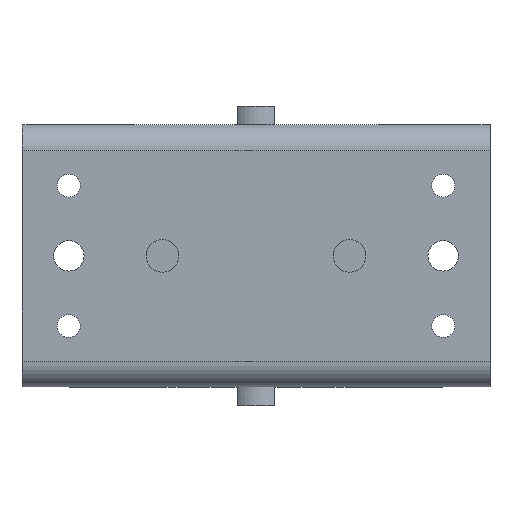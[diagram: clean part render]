
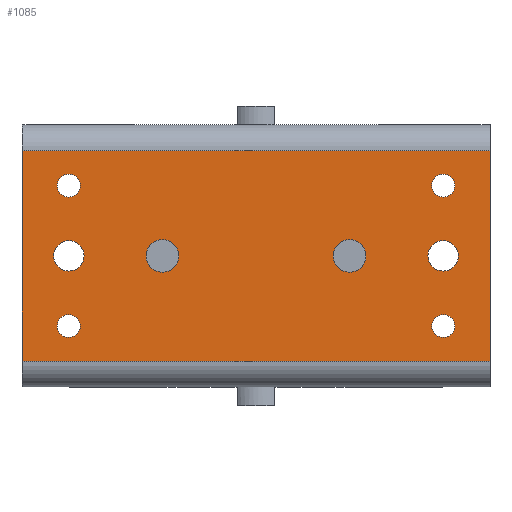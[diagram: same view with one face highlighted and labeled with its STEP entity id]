
A CAD part, top view. The second image highlights one B-rep face of the part: STEP entity #1085.
In plain terms, the highlighted planar face has unit normal (0, 0, 1).
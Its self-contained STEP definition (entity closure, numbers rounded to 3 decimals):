
#270=CARTESIAN_POINT('',(50.0,22.5,4.0));
#271=VERTEX_POINT('',#270);
#279=CARTESIAN_POINT('',(50.0,-22.5,4.0));
#280=VERTEX_POINT('',#279);
#281=CARTESIAN_POINT('',(50.0,22.5,4.0));
#282=DIRECTION('',(0.0,-1.0,0.0));
#283=VECTOR('',#282,45.);
#284=LINE('',#281,#283);
#285=EDGE_CURVE('',#271,#280,#284,.T.);
#585=CARTESIAN_POINT('',(-50.0,-22.5,4.0));
#586=VERTEX_POINT('',#585);
#594=CARTESIAN_POINT('',(-50.0,22.5,4.0));
#595=VERTEX_POINT('',#594);
#596=CARTESIAN_POINT('',(-50.0,-22.5,4.0));
#597=DIRECTION('',(0.0,1.0,0.0));
#598=VECTOR('',#597,45.0);
#599=LINE('',#596,#598);
#600=EDGE_CURVE('',#586,#595,#599,.T.);
#972=CARTESIAN_POINT('',(-50.0,22.5,4.0));
#973=DIRECTION('',(1.0,0.0,0.0));
#974=VECTOR('',#973,100.0);
#975=LINE('',#972,#974);
#976=EDGE_CURVE('',#595,#271,#975,.T.);
#981=CARTESIAN_POINT('',(0.,0.,4.0));
#982=DIRECTION('',(0.0,0.0,1.0));
#983=DIRECTION('',(1.0,0.0,0.0));
#984=AXIS2_PLACEMENT_3D('',#981,#982,#983);
#985=PLANE('',#984);
#986=ORIENTED_EDGE('',*,*,#976,.F.);
#987=ORIENTED_EDGE('',*,*,#600,.F.);
#988=CARTESIAN_POINT('',(50.0,-22.5,4.0));
#989=DIRECTION('',(-1.0,0.0,0.0));
#990=VECTOR('',#989,100.0);
#991=LINE('',#988,#990);
#992=EDGE_CURVE('',#280,#586,#991,.T.);
#993=ORIENTED_EDGE('',*,*,#992,.F.);
#994=ORIENTED_EDGE('',*,*,#285,.F.);
#995=EDGE_LOOP('',(#986,#987,#993,#994));
#996=FACE_OUTER_BOUND('',#995,.T.);
#997=CARTESIAN_POINT('',(-16.5,0.,4.));
#998=VERTEX_POINT('',#997);
#999=CARTESIAN_POINT('',(-20.0,0.0,4.));
#1000=DIRECTION('',(0.0,0.0,-1.0));
#1001=DIRECTION('',(-1.0,0.0,0.0));
#1002=AXIS2_PLACEMENT_3D('',#999,#1000,#1001);
#1003=CIRCLE('',#1002,3.5);
#1004=EDGE_CURVE('',#998,#998,#1003,.T.);
#1005=ORIENTED_EDGE('',*,*,#1004,.T.);
#1006=EDGE_LOOP('',(#1005));
#1007=FACE_BOUND('',#1006,.T.);
#1008=CARTESIAN_POINT('',(23.5,0.,4.));
#1009=VERTEX_POINT('',#1008);
#1010=CARTESIAN_POINT('',(20.0,0.0,4.));
#1011=DIRECTION('',(0.0,0.0,-1.0));
#1012=DIRECTION('',(-1.0,0.0,0.0));
#1013=AXIS2_PLACEMENT_3D('',#1010,#1011,#1012);
#1014=CIRCLE('',#1013,3.5);
#1015=EDGE_CURVE('',#1009,#1009,#1014,.T.);
#1016=ORIENTED_EDGE('',*,*,#1015,.T.);
#1017=EDGE_LOOP('',(#1016));
#1018=FACE_BOUND('',#1017,.T.);
#1019=CARTESIAN_POINT('',(43.25,0.0,4.0));
#1020=VERTEX_POINT('',#1019);
#1021=CARTESIAN_POINT('',(40.0,0.0,4.));
#1022=DIRECTION('',(0.0,0.0,-1.0));
#1023=DIRECTION('',(1.0,0.0,0.0));
#1024=AXIS2_PLACEMENT_3D('',#1021,#1022,#1023);
#1025=CIRCLE('',#1024,3.25);
#1026=EDGE_CURVE('',#1020,#1020,#1025,.T.);
#1027=ORIENTED_EDGE('',*,*,#1026,.T.);
#1028=EDGE_LOOP('',(#1027));
#1029=FACE_BOUND('',#1028,.T.);
#1030=CARTESIAN_POINT('',(-36.75,0.0,4.0));
#1031=VERTEX_POINT('',#1030);
#1032=CARTESIAN_POINT('',(-40.0,0.0,4.));
#1033=DIRECTION('',(0.0,0.0,-1.0));
#1034=DIRECTION('',(1.0,0.0,0.0));
#1035=AXIS2_PLACEMENT_3D('',#1032,#1033,#1034);
#1036=CIRCLE('',#1035,3.25);
#1037=EDGE_CURVE('',#1031,#1031,#1036,.T.);
#1038=ORIENTED_EDGE('',*,*,#1037,.T.);
#1039=EDGE_LOOP('',(#1038));
#1040=FACE_BOUND('',#1039,.T.);
#1041=CARTESIAN_POINT('',(-37.541,-15.0,4.0));
#1042=VERTEX_POINT('',#1041);
#1043=CARTESIAN_POINT('',(-40.0,-15.0,4.));
#1044=DIRECTION('',(0.0,0.0,-1.0));
#1045=DIRECTION('',(1.0,0.0,0.0));
#1046=AXIS2_PLACEMENT_3D('',#1043,#1044,#1045);
#1047=CIRCLE('',#1046,2.459);
#1048=EDGE_CURVE('',#1042,#1042,#1047,.T.);
#1049=ORIENTED_EDGE('',*,*,#1048,.T.);
#1050=EDGE_LOOP('',(#1049));
#1051=FACE_BOUND('',#1050,.T.);
#1052=CARTESIAN_POINT('',(42.459,-15.0,4.0));
#1053=VERTEX_POINT('',#1052);
#1054=CARTESIAN_POINT('',(40.0,-15.0,4.));
#1055=DIRECTION('',(0.0,0.0,-1.0));
#1056=DIRECTION('',(1.0,0.0,0.0));
#1057=AXIS2_PLACEMENT_3D('',#1054,#1055,#1056);
#1058=CIRCLE('',#1057,2.459);
#1059=EDGE_CURVE('',#1053,#1053,#1058,.T.);
#1060=ORIENTED_EDGE('',*,*,#1059,.T.);
#1061=EDGE_LOOP('',(#1060));
#1062=FACE_BOUND('',#1061,.T.);
#1063=CARTESIAN_POINT('',(42.459,15.0,4.0));
#1064=VERTEX_POINT('',#1063);
#1065=CARTESIAN_POINT('',(40.0,15.0,4.));
#1066=DIRECTION('',(0.0,0.0,-1.0));
#1067=DIRECTION('',(1.0,0.0,0.0));
#1068=AXIS2_PLACEMENT_3D('',#1065,#1066,#1067);
#1069=CIRCLE('',#1068,2.459);
#1070=EDGE_CURVE('',#1064,#1064,#1069,.T.);
#1071=ORIENTED_EDGE('',*,*,#1070,.T.);
#1072=EDGE_LOOP('',(#1071));
#1073=FACE_BOUND('',#1072,.T.);
#1074=CARTESIAN_POINT('',(-37.541,15.0,4.0));
#1075=VERTEX_POINT('',#1074);
#1076=CARTESIAN_POINT('',(-40.0,15.0,4.));
#1077=DIRECTION('',(0.0,0.0,-1.0));
#1078=DIRECTION('',(1.0,0.0,0.0));
#1079=AXIS2_PLACEMENT_3D('',#1076,#1077,#1078);
#1080=CIRCLE('',#1079,2.459);
#1081=EDGE_CURVE('',#1075,#1075,#1080,.T.);
#1082=ORIENTED_EDGE('',*,*,#1081,.T.);
#1083=EDGE_LOOP('',(#1082));
#1084=FACE_BOUND('',#1083,.T.);
#1085=ADVANCED_FACE('',(#996,#1007,#1018,#1029,#1040,#1051,#1062,#1073,#1084),#985,.T.);
